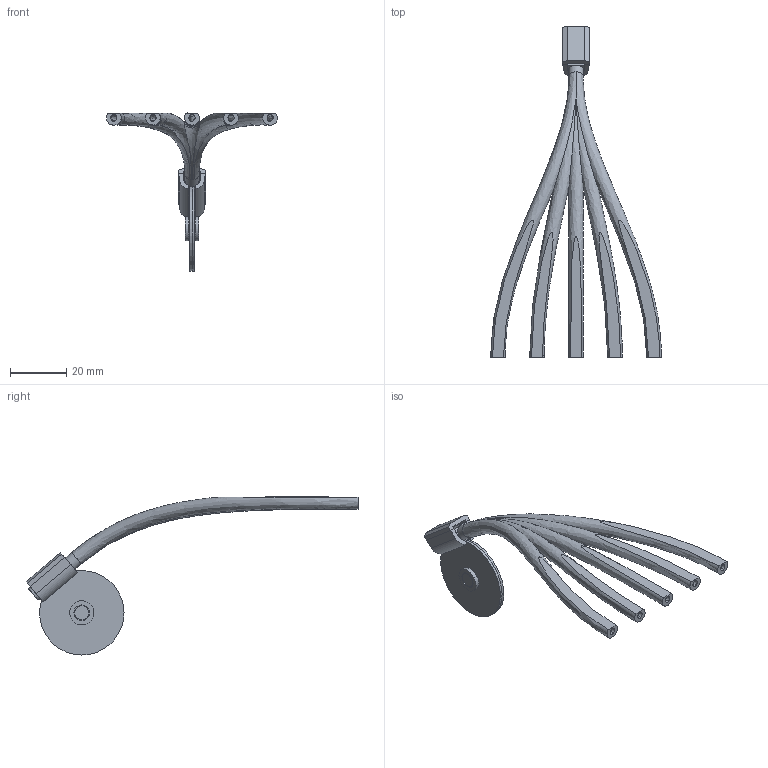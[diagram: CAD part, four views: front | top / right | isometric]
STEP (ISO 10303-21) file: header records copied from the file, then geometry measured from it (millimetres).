
FILE_DESCRIPTION(/* description */ (''),/* implementation_level */ '2;1');
FILE_NAME(/* name */ 'Merger_with_filament_flow_sensor_[WIP].step',/* time_stamp */ '2021-05-06T01:47:22-04:00',/* author */ (''),/* organization */ (''),/* preprocessor_version */ 'ST-DEVELOPER v18.1',/* originating_system */ 'Autodesk Translation Framework v10.6.0.1341',/* authorisation */ '');
FILE_SCHEMA (('AUTOMOTIVE_DESIGN { 1 0 10303 214 3 1 1 }'));
Length unit declared in the file: millimetre
Products named in the file (1): Merger with filament flow sensor
Bounding box: 60.7 x 117.94 x 56.18 mm (x, y, z)
Volume: 9191.9 mm3; surface area: 14612.6 mm2
Topology: 8 solids, 8 shells, 107 faces, 266 edges, 173 vertices
Faces by surface type: plane 52, bspline 42, cylinder 13
Full cylindrical faces by diameter (mm): 5 x2, 5.2 x1, 5.6 x2, 8.6 x2, 30 x2
Entity records: 5824 total; most frequent: CARTESIAN_POINT 3542, ORIENTED_EDGE 532, DIRECTION 323, EDGE_CURVE 266, VERTEX_POINT 173, B_SPLINE_CURVE_WITH_KNOTS 120, EDGE_LOOP 119, AXIS2_PLACEMENT_3D 111
